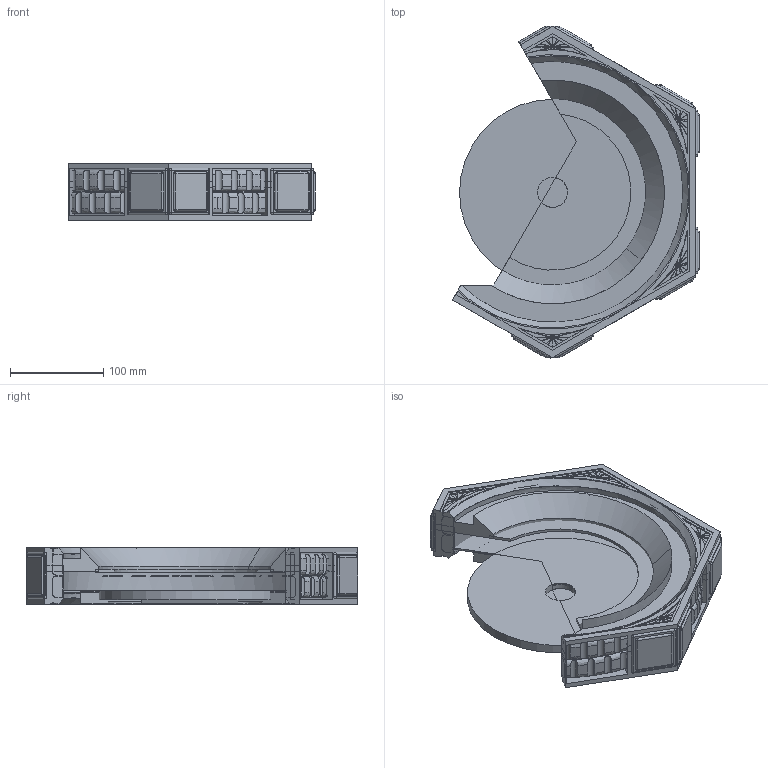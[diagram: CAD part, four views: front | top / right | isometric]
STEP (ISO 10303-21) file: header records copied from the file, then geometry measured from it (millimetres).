
FILE_DESCRIPTION(('HOOPS Exchange Step'),'2;1');
FILE_NAME('temp_export','2023-07-11T21:36:57+19:00',('mobile'),('Shapr3D Limited'),'HOOPS Exchange 2022.2','Shapr3D','Authorized');
FILE_SCHEMA( ('AUTOMOTIVE_DESIGN { 1 0 10303 214 1 1 1 1 }') );
Length unit declared in the file: millimetre
Products named in the file (41): Imported; compass stack.step; Folder 84; Spiral (3); Gear Primitives (1); Mark 2 (1); spiral cut.step (1); Spiral (4); Gear Primitives (2); Mark 2 (2); spiral cut.step (2); Spiral (2); Gear Primitives; Mark 2; spiral cut.step; Folder 83; Bottom (2); Details (9); Details (8); Details (7); Details (6); Details (5); Details (4); Top and Details (2); Mk3 SideA; root
Assembly tree (40 placements, depth 4):
  root
    Imported
    Imported
    compass stack.step
    Folder 84
    Folder 83
      spiral cut.step (1)
        Spiral (3)
        Gear Primitives (1)
        Mark 2 (1)
      spiral cut.step (1)
        Spiral (3)
        Gear Primitives (1)
        Mark 2 (1)
      spiral cut.step (2)
        Spiral (4)
        Gear Primitives (2)
        Mark 2 (2)
      spiral cut.step (1)
        Spiral (3)
        Gear Primitives (1)
        Mark 2 (1)
      spiral cut.step (1)
        Spiral (3)
        Gear Primitives (1)
        Mark 2 (1)
      spiral cut.step
        Spiral (2)
        Gear Primitives
        Mark 2
    Gear Primitives
    Mk3 SideA
      Bottom (2)
      Top and Details (2)
        Details (9)
        Details (8)
        Details (7)
        Details (6)
        Details (5)
        Details (4)
    Mark 2
Bounding box: 265.15 x 356.35 x 60.77 mm (x, y, z)
Volume: 2127518.9 mm3; surface area: 582458.2 mm2
Topology: 28 solids, 28 shells, 923 faces, 2434 edges, 1524 vertices
Faces by surface type: plane 526, cylinder 320, sphere 60, bspline 15, cone 2
Full cylindrical faces by diameter (mm): 1.26 x4, 32.25 x1, 200 x1
Entity records: 43281 total; most frequent: CARTESIAN_POINT 20076, ORIENTED_EDGE 4748, DIRECTION 4619, EDGE_CURVE 2374, VECTOR 1623, LINE 1623, VERTEX_POINT 1524, AXIS2_PLACEMENT_3D 1498
